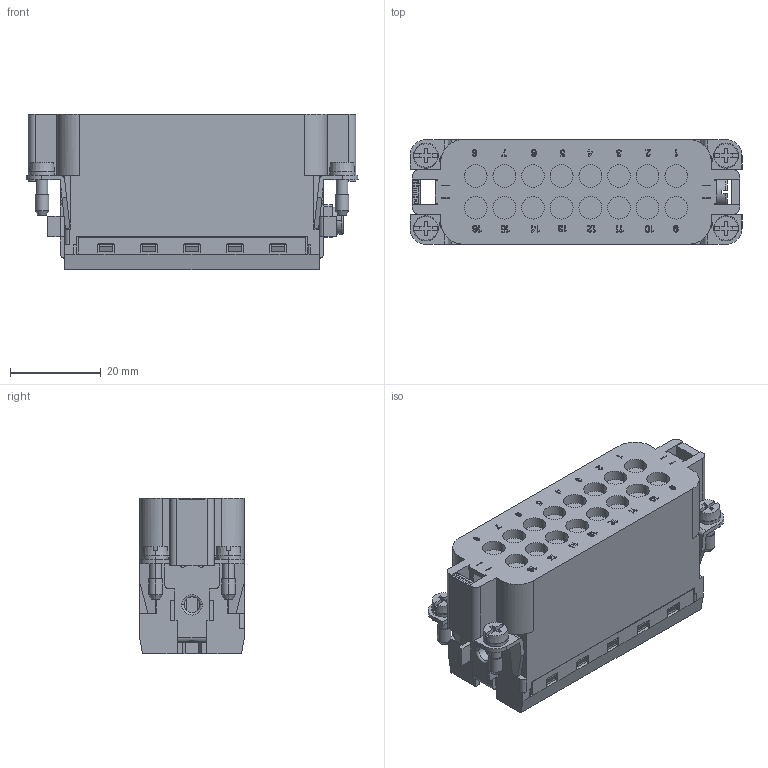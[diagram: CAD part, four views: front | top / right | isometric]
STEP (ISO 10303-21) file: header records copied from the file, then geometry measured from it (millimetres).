
FILE_DESCRIPTION(('Creo Elements/Direct Modeling STEP Export'),'2;1');
FILE_NAME('0ln7uvk44umn95q3768','2016-09-29T13:29:09',(''),(''),'PTC Creo Elements/Direct Modeling STEP processor for AP214 (Solid Model)','PTC Creo Elements/Direct Modeling 19.0E 27-Jun-2016 (C) Parametric Technology GmbH','');
FILE_SCHEMA(('AUTOMOTIVE_DESIGN { 1 0 10303 214 1 1 1 1 }'));
Products named in the file (2): CDCM_16
Assembly tree (1 placements, depth 2):
  CDCM_16
    CDCM_16
Bounding box: 73 x 23 x 34.3 mm (x, y, z)
Volume: 41735.9 mm3; surface area: 18809.1 mm2
Topology: 1 solids, 13 shells, 1579 faces, 5880 edges, 4454 vertices
Faces by surface type: plane 1144, cylinder 301, cone 96, torus 38
Entity records: 74763 total; most frequent: CARTESIAN_POINT 12586, ORIENTED_EDGE 11764, DIRECTION 8699, EDGE_CURVE 5878, VECTOR 4813, LINE 4813, VERTEX_POINT 4454, AXIS2_PLACEMENT_3D 1943
